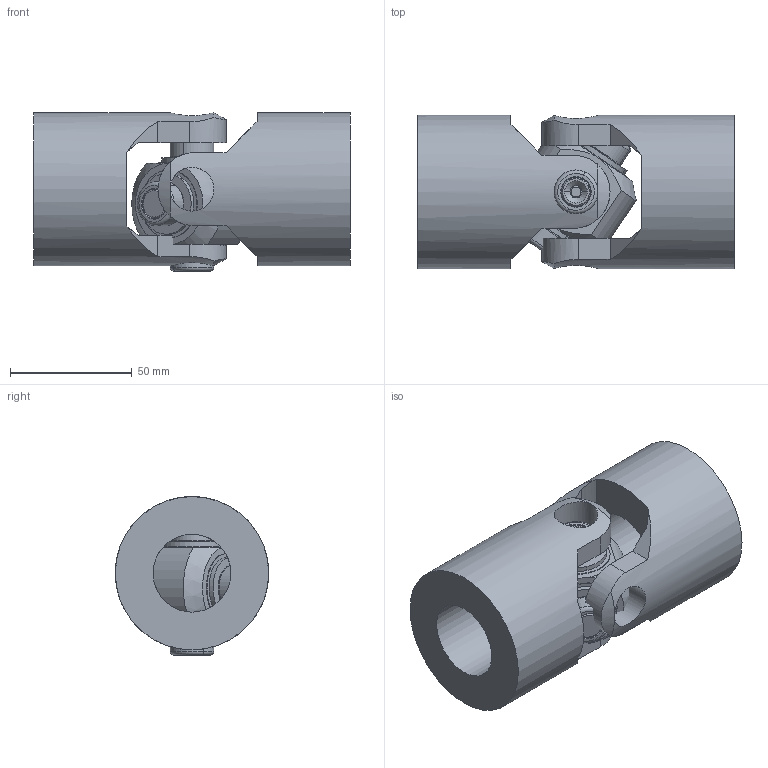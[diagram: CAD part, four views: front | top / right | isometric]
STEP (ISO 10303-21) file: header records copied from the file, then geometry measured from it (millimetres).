
FILE_DESCRIPTION(/* description */ ('Alibre Inc.'),/* implementation_level */ '2;1');
FILE_NAME(/* name */ 'export0',/* time_stamp */ '2012-08-13T12:15:27+02:00',/* author */ (''),/* organization */ (''),/* preprocessor_version */ 'ST-DEVELOPER v12',/* originating_system */ 'Alibre',/* authorisation */ '');
FILE_SCHEMA (('CONFIG_CONTROL_DESIGN'));
Length unit declared in the file: millimetre
Products named in the file (4): ID_1
Bounding box: 130 x 63 x 65.3 mm (x, y, z)
Volume: 275327.1 mm3; surface area: 66019.5 mm2
Topology: 11 solids, 11 shells, 227 faces, 561 edges, 360 vertices
Faces by surface type: cylinder 88, plane 69, cone 62, torus 8
Full cylindrical faces by diameter (mm): 18 x4, 32 x2, 63 x2
Entity records: 7545 total; most frequent: CARTESIAN_POINT 1913, ORIENTED_EDGE 1090, DIRECTION 1072, EDGE_CURVE 545, AXIS2_PLACEMENT_3D 472, VERTEX_POINT 352, EDGE_LOOP 273, FACE_BOUND 273
